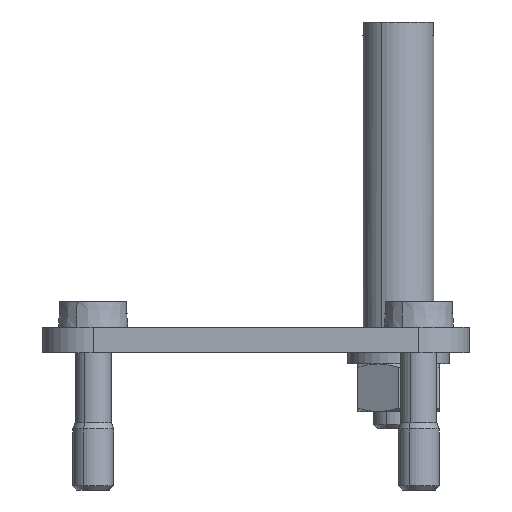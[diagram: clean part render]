
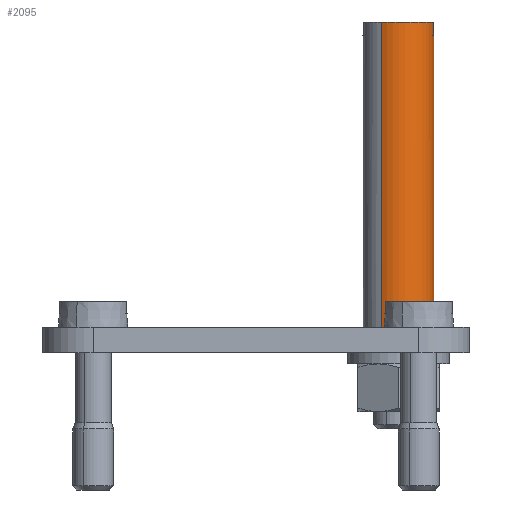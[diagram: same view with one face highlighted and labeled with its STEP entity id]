
A CAD part, front view. The second image highlights one B-rep face of the part: STEP entity #2095.
In plain terms, the highlighted cylindrical face has radius 3.5 mm (diameter 7 mm), a partial arc.
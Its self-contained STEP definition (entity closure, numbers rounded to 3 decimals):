
#1517=AXIS2_PLACEMENT_3D('Circle Axis2P3D',#1515,#1516,$) ;
#1863=AXIS2_PLACEMENT_3D('Circle Axis2P3D',#1861,#1862,$) ;
#2059=AXIS2_PLACEMENT_3D('Cylinder Axis2P3D',#2056,#2057,#2058) ;
#2063=AXIS2_PLACEMENT_3D('Circle Axis2P3D',#2061,#2062,$) ;
#2082=AXIS2_PLACEMENT_3D('Circle Axis2P3D',#2080,#2081,$) ;
#1515=CARTESIAN_POINT('Axis2P3D Location',(35.,47.5,16.)) ;
#1519=CARTESIAN_POINT('Vertex',(36.678,50.572,16.)) ;
#1521=CARTESIAN_POINT('Vertex',(33.322,44.428,16.)) ;
#1819=CARTESIAN_POINT('Vertex',(38.448,46.9,44.7)) ;
#1833=CARTESIAN_POINT('Vertex',(38.448,46.9,46.)) ;
#1836=CARTESIAN_POINT('Line Origine',(38.448,46.9,45.35)) ;
#1861=CARTESIAN_POINT('Axis2P3D Location',(35.,47.5,44.7)) ;
#1865=CARTESIAN_POINT('Vertex',(38.448,48.1,44.7)) ;
#1893=CARTESIAN_POINT('Line Origine',(38.448,48.1,45.35)) ;
#1897=CARTESIAN_POINT('Vertex',(38.448,48.1,46.)) ;
#2056=CARTESIAN_POINT('Axis2P3D Location',(35.,47.5,26.)) ;
#2061=CARTESIAN_POINT('Axis2P3D Location',(35.,47.5,46.)) ;
#2065=CARTESIAN_POINT('Vertex',(33.322,44.428,46.)) ;
#2068=CARTESIAN_POINT('Line Origine',(33.322,44.428,31.)) ;
#2073=CARTESIAN_POINT('Line Origine',(36.678,50.572,31.)) ;
#2077=CARTESIAN_POINT('Vertex',(36.678,50.572,46.)) ;
#2080=CARTESIAN_POINT('Axis2P3D Location',(35.,47.5,46.)) ;
#1516=DIRECTION('Axis2P3D Direction',(-0.,0.,1.)) ;
#1837=DIRECTION('Vector Direction',(0.,0.,-1.)) ;
#1862=DIRECTION('Axis2P3D Direction',(0.,0.,-1.)) ;
#1894=DIRECTION('Vector Direction',(0.,0.,-1.)) ;
#2057=DIRECTION('Axis2P3D Direction',(0.,-0.,-1.)) ;
#2058=DIRECTION('Axis2P3D XDirection',(-0.479,-0.878,0.)) ;
#2062=DIRECTION('Axis2P3D Direction',(0.,-0.,-1.)) ;
#2069=DIRECTION('Vector Direction',(0.,0.,-1.)) ;
#2074=DIRECTION('Vector Direction',(0.,0.,-1.)) ;
#2081=DIRECTION('Axis2P3D Direction',(0.,-0.,-1.)) ;
#1838=VECTOR('Line Direction',#1837,1.) ;
#1895=VECTOR('Line Direction',#1894,1.) ;
#2070=VECTOR('Line Direction',#2069,1.) ;
#2075=VECTOR('Line Direction',#2074,1.) ;
#2086=ORIENTED_EDGE('',*,*,#2067,.T.) ;
#2087=ORIENTED_EDGE('',*,*,#2072,.F.) ;
#2088=ORIENTED_EDGE('',*,*,#1523,.F.) ;
#2089=ORIENTED_EDGE('',*,*,#2079,.T.) ;
#2090=ORIENTED_EDGE('',*,*,#2084,.T.) ;
#2091=ORIENTED_EDGE('',*,*,#1899,.T.) ;
#2092=ORIENTED_EDGE('',*,*,#1867,.T.) ;
#2093=ORIENTED_EDGE('',*,*,#1840,.F.) ;
#2095=ADVANCED_FACE('Hauptk\X2\00F6\X0\rper',(#2094),#2060,.T.) ;
#1518=CIRCLE('generated circle',#1517,3.5) ;
#1864=CIRCLE('generated circle',#1863,3.5) ;
#2064=CIRCLE('generated circle',#2063,3.5) ;
#2083=CIRCLE('generated circle',#2082,3.5) ;
#2060=CYLINDRICAL_SURFACE('generated cylinder',#2059,3.5) ;
#1523=EDGE_CURVE('',#1520,#1522,#1518,.F.) ;
#1840=EDGE_CURVE('',#1834,#1820,#1839,.T.) ;
#1867=EDGE_CURVE('',#1866,#1820,#1864,.T.) ;
#1899=EDGE_CURVE('',#1898,#1866,#1896,.T.) ;
#2067=EDGE_CURVE('',#1834,#2066,#2064,.T.) ;
#2072=EDGE_CURVE('',#1522,#2066,#2071,.F.) ;
#2079=EDGE_CURVE('',#1520,#2078,#2076,.F.) ;
#2084=EDGE_CURVE('',#2078,#1898,#2083,.T.) ;
#2085=EDGE_LOOP('',(#2086,#2087,#2088,#2089,#2090,#2091,#2092,#2093)) ;
#2094=FACE_OUTER_BOUND('',#2085,.T.) ;
#1839=LINE('Line',#1836,#1838) ;
#1896=LINE('Line',#1893,#1895) ;
#2071=LINE('Line',#2068,#2070) ;
#2076=LINE('Line',#2073,#2075) ;
#1520=VERTEX_POINT('',#1519) ;
#1522=VERTEX_POINT('',#1521) ;
#1820=VERTEX_POINT('',#1819) ;
#1834=VERTEX_POINT('',#1833) ;
#1866=VERTEX_POINT('',#1865) ;
#1898=VERTEX_POINT('',#1897) ;
#2066=VERTEX_POINT('',#2065) ;
#2078=VERTEX_POINT('',#2077) ;
